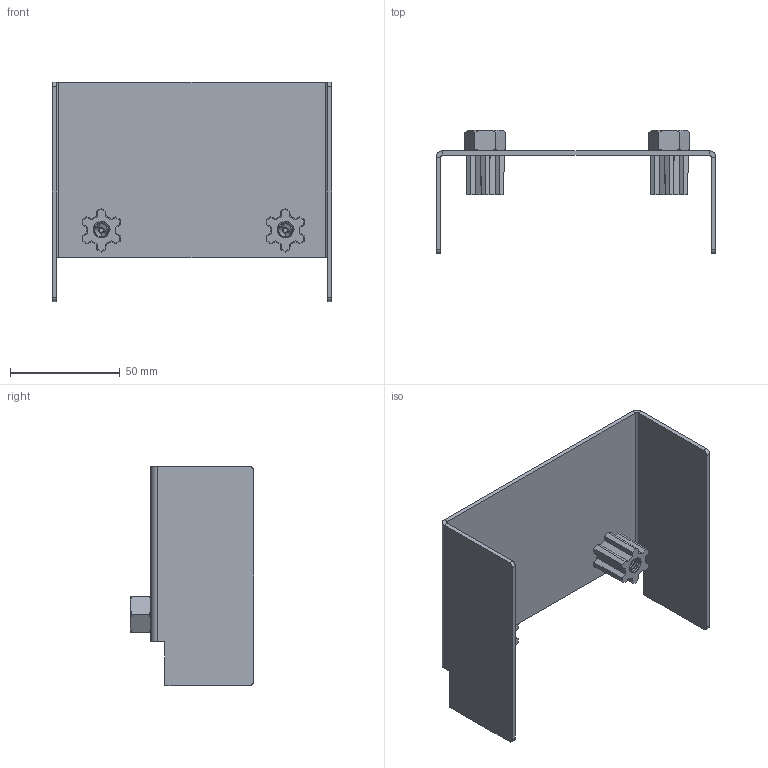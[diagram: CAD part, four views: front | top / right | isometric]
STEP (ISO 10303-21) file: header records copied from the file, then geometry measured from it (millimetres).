
FILE_DESCRIPTION((''),'2;1');
FILE_NAME('BMP_CWM180_ASM','2021-07-22T',('marketing.praksa'),('Audax d.o.o.'),'CREO PARAMETRIC BY PTC INC, 2017480','CREO PARAMETRIC BY PTC INC, 2017480','');
FILE_SCHEMA(('AUTOMOTIVE_DESIGN { 1 0 10303 214 1 1 1 1 }'));
Products named in the file (7): BMP_CWM180_2; BMP_CWM180_3; BMP_CWM180_4; BMP_CWM180_5; BMP_CWM180_1_1; ETI_LOGO; BMP_CWM180_ASM
Assembly tree (6 placements, depth 2):
  BMP_CWM180_ASM
    BMP_CWM180_2
    BMP_CWM180_3
    BMP_CWM180_4
    BMP_CWM180_5
    BMP_CWM180_1_1
    ETI_LOGO
Bounding box: 127.5 x 56.5 x 100 mm (x, y, z)
Volume: 44508.5 mm3; surface area: 46494.5 mm2
Topology: 6 solids, 8 shells, 475 faces, 1372 edges, 918 vertices
Faces by surface type: plane 177, cylinder 114, bspline 106, cone 70, torus 8
Entity records: 54753 total; most frequent: CARTESIAN_POINT 35525, ORIENTED_EDGE 2736, PRESENTATION_STYLE_ASSIGNMENT 1855, STYLED_ITEM 1855, DIRECTION 1728, CURVE_STYLE 1372, EDGE_CURVE 1372, VERTEX_POINT 918
